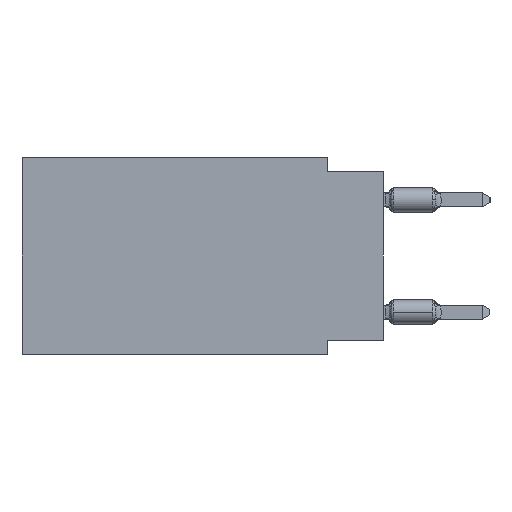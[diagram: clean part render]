
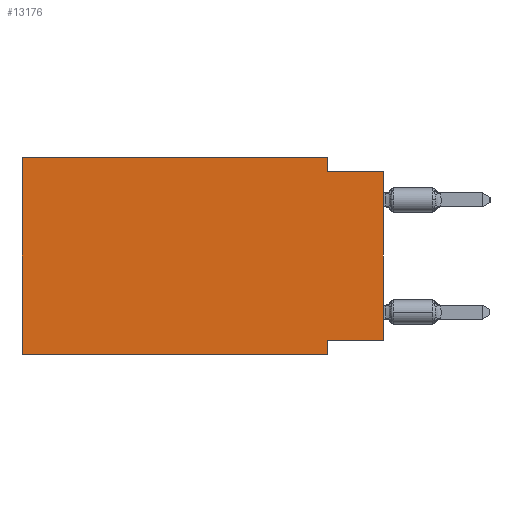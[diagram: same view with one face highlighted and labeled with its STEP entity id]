
A CAD part, left-side view. The second image highlights one B-rep face of the part: STEP entity #13176.
In plain terms, the highlighted planar face has unit normal (-1, 0, 0).
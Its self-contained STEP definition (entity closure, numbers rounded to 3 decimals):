
#546 = VECTOR ( 'NONE', #27641, 1000. ) ;
#935 = CARTESIAN_POINT ( 'NONE',  ( 0., 0., 0. ) ) ;
#1456 = VECTOR ( 'NONE', #10944, 1000. ) ;
#1757 = CARTESIAN_POINT ( 'NONE',  ( 0., 16.383, 0. ) ) ;
#1896 = VERTEX_POINT ( 'NONE', #43690 ) ;
#2266 = PLANE ( 'NONE',  #33825 ) ;
#2466 = VERTEX_POINT ( 'NONE', #5136 ) ;
#2942 = CARTESIAN_POINT ( 'NONE',  ( 0., 16.383, 0. ) ) ;
#5136 = CARTESIAN_POINT ( 'NONE',  ( 0., 0., -8.255 ) ) ;
#5288 = VERTEX_POINT ( 'NONE', #9053 ) ;
#5441 = ORIENTED_EDGE ( 'NONE', *, *, #24731, .F. ) ;
#7256 = CARTESIAN_POINT ( 'NONE',  ( 0., 0., -8.255 ) ) ;
#7585 = ORIENTED_EDGE ( 'NONE', *, *, #8977, .F. ) ;
#7810 = VECTOR ( 'NONE', #14945, 1000. ) ;
#8731 = DIRECTION ( 'NONE',  ( 0., -1., 0. ) ) ;
#8977 = EDGE_CURVE ( 'NONE', #5288, #32751, #42946, .T. ) ;
#9053 = CARTESIAN_POINT ( 'NONE',  ( 0., 16.383, -8.89 ) ) ;
#9746 = VECTOR ( 'NONE', #19959, 1000. ) ;
#10029 = EDGE_CURVE ( 'NONE', #2466, #25288, #35334, .T. ) ;
#10944 = DIRECTION ( 'NONE',  ( 0., -1., 0. ) ) ;
#11060 = VERTEX_POINT ( 'NONE', #36287 ) ;
#12365 = EDGE_CURVE ( 'NONE', #35785, #25288, #14337, .T. ) ;
#12640 = EDGE_LOOP ( 'NONE', ( #38379, #27284, #5441, #31383, #7585, #25943, #27370, #23450 ) ) ;
#13176 = ADVANCED_FACE ( 'NONE', ( #19232 ), #2266, .F. ) ;
#13395 = CARTESIAN_POINT ( 'NONE',  ( 0., 2.54, -8.89 ) ) ;
#13418 = EDGE_CURVE ( 'NONE', #5288, #11060, #32710, .T. ) ;
#13870 = VECTOR ( 'NONE', #33508, 1000. ) ;
#14140 = DIRECTION ( 'NONE',  ( 0., -1., 0. ) ) ;
#14337 = LINE ( 'NONE', #41947, #1456 ) ;
#14790 = VERTEX_POINT ( 'NONE', #32561 ) ;
#14945 = DIRECTION ( 'NONE',  ( 0., 1., 0. ) ) ;
#17981 = CARTESIAN_POINT ( 'NONE',  ( 0., 16.383, 0. ) ) ;
#19232 = FACE_OUTER_BOUND ( 'NONE', #12640, .T. ) ;
#19959 = DIRECTION ( 'NONE',  ( 0., 0., -1. ) ) ;
#21325 = EDGE_CURVE ( 'NONE', #2466, #1896, #38254, .T. ) ;
#23450 = ORIENTED_EDGE ( 'NONE', *, *, #21325, .F. ) ;
#24320 = VECTOR ( 'NONE', #36170, 1000. ) ;
#24731 = EDGE_CURVE ( 'NONE', #14790, #35785, #43274, .T. ) ;
#25288 = VERTEX_POINT ( 'NONE', #33687 ) ;
#25869 = CARTESIAN_POINT ( 'NONE',  ( 0., 2.54, -0.635 ) ) ;
#25943 = ORIENTED_EDGE ( 'NONE', *, *, #13418, .T. ) ;
#27284 = ORIENTED_EDGE ( 'NONE', *, *, #12365, .F. ) ;
#27370 = ORIENTED_EDGE ( 'NONE', *, *, #40050, .F. ) ;
#27641 = DIRECTION ( 'NONE',  ( 0., 0., 1. ) ) ;
#28623 = VECTOR ( 'NONE', #14140, 1000. ) ;
#28796 = VECTOR ( 'NONE', #8731, 1000. ) ;
#29865 = DIRECTION ( 'NONE',  ( 1., 0., 0. ) ) ;
#30529 = DIRECTION ( 'NONE',  ( 0., 0., -1. ) ) ;
#31383 = ORIENTED_EDGE ( 'NONE', *, *, #41189, .F. ) ;
#32561 = CARTESIAN_POINT ( 'NONE',  ( 0., 2.54, 0. ) ) ;
#32710 = LINE ( 'NONE', #36331, #28796 ) ;
#32751 = VERTEX_POINT ( 'NONE', #38993 ) ;
#33508 = DIRECTION ( 'NONE',  ( 0., 0., -1. ) ) ;
#33687 = CARTESIAN_POINT ( 'NONE',  ( 0., 0., -0.635 ) ) ;
#33825 = AXIS2_PLACEMENT_3D ( 'NONE', #2942, #29865, #30529 ) ;
#35334 = LINE ( 'NONE', #935, #546 ) ;
#35785 = VERTEX_POINT ( 'NONE', #25869 ) ;
#36170 = DIRECTION ( 'NONE',  ( 0., 0., 1. ) ) ;
#36287 = CARTESIAN_POINT ( 'NONE',  ( 0., 2.54, -8.89 ) ) ;
#36331 = CARTESIAN_POINT ( 'NONE',  ( 0., 16.383, -8.89 ) ) ;
#36918 = CARTESIAN_POINT ( 'NONE',  ( 0., 2.54, 0. ) ) ;
#38254 = LINE ( 'NONE', #7256, #7810 ) ;
#38379 = ORIENTED_EDGE ( 'NONE', *, *, #10029, .T. ) ;
#38574 = LINE ( 'NONE', #17981, #28623 ) ;
#38993 = CARTESIAN_POINT ( 'NONE',  ( 0., 16.383, 0. ) ) ;
#40050 = EDGE_CURVE ( 'NONE', #1896, #11060, #44629, .T. ) ;
#41189 = EDGE_CURVE ( 'NONE', #32751, #14790, #38574, .T. ) ;
#41947 = CARTESIAN_POINT ( 'NONE',  ( 0., 0., -0.635 ) ) ;
#42946 = LINE ( 'NONE', #1757, #24320 ) ;
#43274 = LINE ( 'NONE', #36918, #13870 ) ;
#43690 = CARTESIAN_POINT ( 'NONE',  ( 0., 2.54, -8.255 ) ) ;
#44629 = LINE ( 'NONE', #13395, #9746 ) ;
